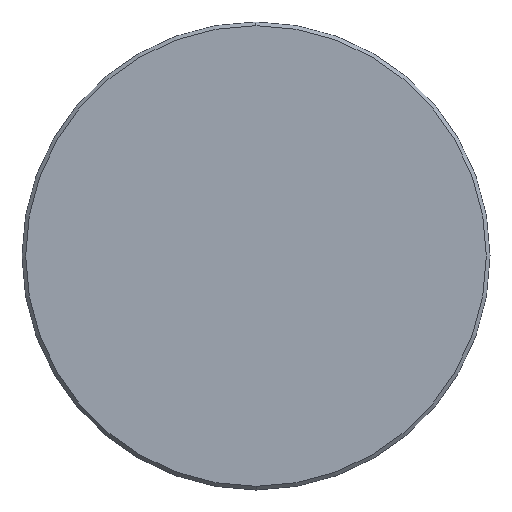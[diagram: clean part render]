
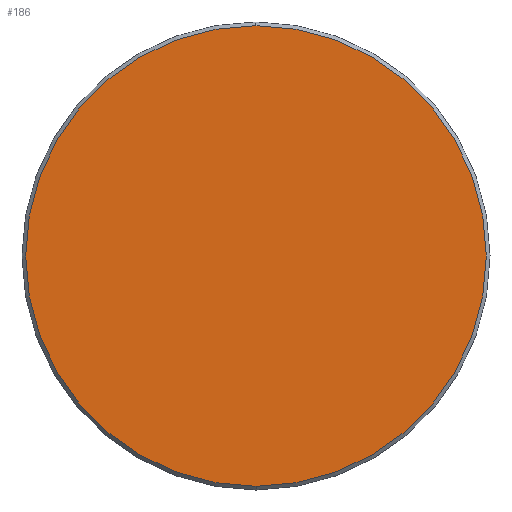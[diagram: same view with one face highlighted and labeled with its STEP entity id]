
A CAD part, left-side view. The second image highlights one B-rep face of the part: STEP entity #186.
In plain terms, the highlighted planar face has unit normal (-1, 0, 0).
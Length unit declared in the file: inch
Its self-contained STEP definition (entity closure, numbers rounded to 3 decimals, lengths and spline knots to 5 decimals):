
#17 = EDGE_CURVE ( 'NONE', #133, #188, #161, .T. ) ;
#20 = CIRCLE ( 'NONE', #191, 0.49213 ) ;
#45 = CARTESIAN_POINT ( 'NONE',  ( -0.06102, 0., 0. ) ) ;
#64 = CARTESIAN_POINT ( 'NONE',  ( -0.06102, 0., 0. ) ) ;
#84 = CARTESIAN_POINT ( 'NONE',  ( -0.06102, 0., -0.49213 ) ) ;
#103 = AXIS2_PLACEMENT_3D ( 'NONE', #45, #232, #317 ) ;
#133 = VERTEX_POINT ( 'NONE', #84 ) ;
#149 = DIRECTION ( 'NONE',  ( -1., 0., 0. ) ) ;
#153 = ORIENTED_EDGE ( 'NONE', *, *, #17, .T. ) ;
#161 = CIRCLE ( 'NONE', #331, 0.49213 ) ;
#186 = ADVANCED_FACE ( 'NONE', ( #290 ), #315, .T. ) ;
#188 = VERTEX_POINT ( 'NONE', #257 ) ;
#191 = AXIS2_PLACEMENT_3D ( 'NONE', #307, #149, #204 ) ;
#198 = ORIENTED_EDGE ( 'NONE', *, *, #265, .T. ) ;
#204 = DIRECTION ( 'NONE',  ( 0., -1., 0. ) ) ;
#232 = DIRECTION ( 'NONE',  ( -1., 0., 0. ) ) ;
#247 = EDGE_LOOP ( 'NONE', ( #153, #198 ) ) ;
#257 = CARTESIAN_POINT ( 'NONE',  ( -0.06102, 0., 0.49213 ) ) ;
#265 = EDGE_CURVE ( 'NONE', #188, #133, #20, .T. ) ;
#277 = DIRECTION ( 'NONE',  ( 0., -1., 0. ) ) ;
#290 = FACE_OUTER_BOUND ( 'NONE', #247, .T. ) ;
#307 = CARTESIAN_POINT ( 'NONE',  ( -0.06102, 0., 0. ) ) ;
#315 = PLANE ( 'NONE',  #103 ) ;
#317 = DIRECTION ( 'NONE',  ( 0., -1., 0. ) ) ;
#331 = AXIS2_PLACEMENT_3D ( 'NONE', #64, #358, #277 ) ;
#358 = DIRECTION ( 'NONE',  ( -1., 0., 0. ) ) ;
